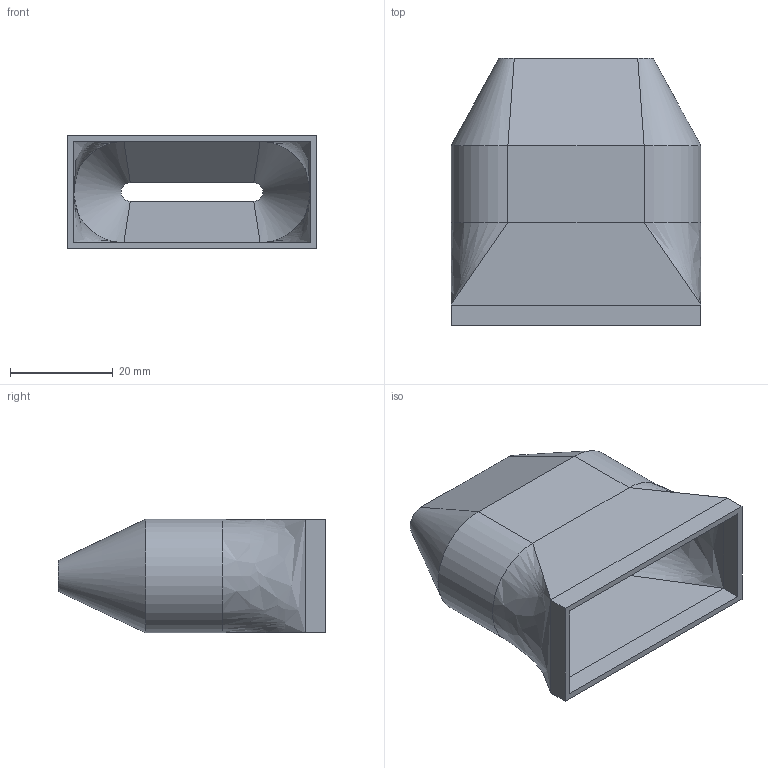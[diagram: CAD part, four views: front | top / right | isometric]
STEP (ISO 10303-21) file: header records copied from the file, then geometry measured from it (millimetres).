
FILE_DESCRIPTION(('FreeCAD Model'),'2;1');
FILE_NAME('Open CASCADE Shape Model','2022-11-07T13:36:07',(''),(''), 'Open CASCADE STEP processor 7.5','FreeCAD','Unknown');
FILE_SCHEMA(('AUTOMOTIVE_DESIGN { 1 0 10303 214 1 1 1 1 }'));
Length unit declared in the file: millimetre
Products named in the file (1): nozzle
Bounding box: 48.6 x 52 x 22.1 mm (x, y, z)
Volume: 7056 mm3; surface area: 12340.7 mm2
Topology: 1 solids, 1 shells, 34 faces, 72 edges, 40 vertices
Faces by surface type: bspline 16, plane 14, cylinder 4
Entity records: 1870 total; most frequent: CARTESIAN_POINT 595, DIRECTION 154, ORIENTED_EDGE 144, PCURVE 144, DEFINITIONAL_REPRESENTATION 144, B_SPLINE_CURVE_WITH_KNOTS 112, LINE 88, VECTOR 88
